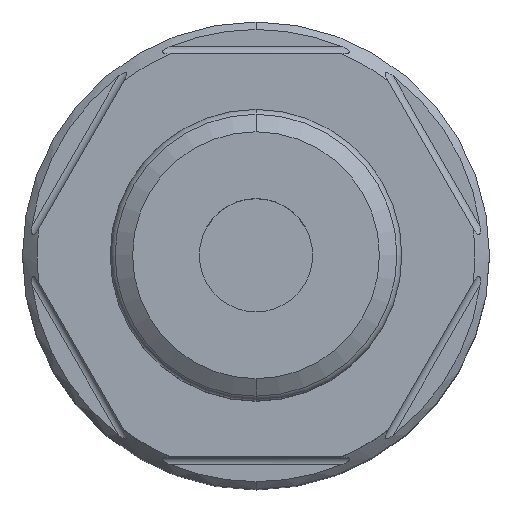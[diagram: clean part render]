
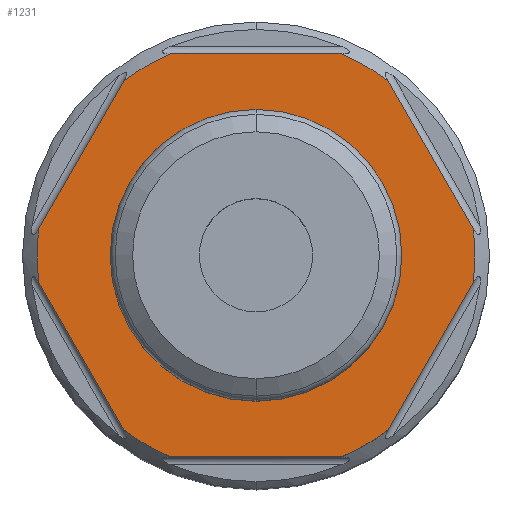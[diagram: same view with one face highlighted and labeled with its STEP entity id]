
A CAD part, top view. The second image highlights one B-rep face of the part: STEP entity #1231.
In plain terms, the highlighted planar face has unit normal (0, 0, 1).
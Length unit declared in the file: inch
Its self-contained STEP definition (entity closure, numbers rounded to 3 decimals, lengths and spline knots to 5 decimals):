
#324=CARTESIAN_POINT('',(0.,0.,1.958));
#325=DIRECTION('',(0.,0.,1.));
#326=DIRECTION('',(-0.391,0.92,0.));
#327=AXIS2_PLACEMENT_3D('',#324,#325,#326);
#329=DIRECTION('',(1.,0.,0.));
#330=VECTOR('',#329,0.47673);
#331=CARTESIAN_POINT('',(-0.23836,0.5615,1.958));
#332=LINE('',#331,#330);
#333=CARTESIAN_POINT('',(0.,0.,1.958));
#334=DIRECTION('',(0.,0.,1.));
#335=DIRECTION('',(0.602,0.799,0.));
#336=AXIS2_PLACEMENT_3D('',#333,#334,#335);
#338=DIRECTION('',(-0.5,0.866,0.));
#339=VECTOR('',#338,0.47673);
#340=CARTESIAN_POINT('',(0.60546,0.07432,1.958));
#341=LINE('',#340,#339);
#342=CARTESIAN_POINT('',(0.,0.,1.958));
#343=DIRECTION('',(0.,0.,1.));
#344=DIRECTION('',(0.993,-0.122,0.));
#345=AXIS2_PLACEMENT_3D('',#342,#343,#344);
#347=DIRECTION('',(-0.5,-0.866,0.));
#348=VECTOR('',#347,0.47673);
#349=CARTESIAN_POINT('',(0.60546,-0.07432,1.958));
#350=LINE('',#349,#348);
#351=CARTESIAN_POINT('',(0.,0.,1.958));
#352=DIRECTION('',(0.,0.,1.));
#353=DIRECTION('',(0.391,-0.92,0.));
#354=AXIS2_PLACEMENT_3D('',#351,#352,#353);
#356=DIRECTION('',(1.,0.,0.));
#357=VECTOR('',#356,0.47673);
#358=CARTESIAN_POINT('',(-0.23836,-0.5615,1.958));
#359=LINE('',#358,#357);
#360=CARTESIAN_POINT('',(0.,0.,1.958));
#361=DIRECTION('',(0.,0.,1.));
#362=DIRECTION('',(-0.602,-0.799,0.));
#363=AXIS2_PLACEMENT_3D('',#360,#361,#362);
#365=DIRECTION('',(0.5,-0.866,0.));
#366=VECTOR('',#365,0.47673);
#367=CARTESIAN_POINT('',(-0.60546,-0.07432,1.958));
#368=LINE('',#367,#366);
#369=CARTESIAN_POINT('',(0.,0.,1.958));
#370=DIRECTION('',(0.,0.,1.));
#371=DIRECTION('',(-0.993,0.122,0.));
#372=AXIS2_PLACEMENT_3D('',#369,#370,#371);
#374=DIRECTION('',(0.5,0.866,0.));
#375=VECTOR('',#374,0.47673);
#376=CARTESIAN_POINT('',(-0.60546,0.07432,1.958));
#377=LINE('',#376,#375);
#378=CARTESIAN_POINT('',(0.,0.,1.958));
#379=DIRECTION('',(0.,0.,-1.));
#380=DIRECTION('',(0.,1.,0.));
#381=AXIS2_PLACEMENT_3D('',#378,#379,#380);
#383=CARTESIAN_POINT('',(0.,0.,1.958));
#384=DIRECTION('',(0.,0.,-1.));
#385=DIRECTION('',(0.,-1.,0.));
#386=AXIS2_PLACEMENT_3D('',#383,#384,#385);
#754=CARTESIAN_POINT('',(-0.23836,0.5615,1.958));
#755=CARTESIAN_POINT('',(-0.36709,0.48718,1.958));
#756=VERTEX_POINT('',#754);
#757=VERTEX_POINT('',#755);
#758=CARTESIAN_POINT('',(0.23836,-0.5615,1.958));
#759=CARTESIAN_POINT('',(0.36709,-0.48718,1.958));
#760=VERTEX_POINT('',#758);
#761=VERTEX_POINT('',#759);
#798=CARTESIAN_POINT('',(-0.60546,0.07432,1.958));
#799=CARTESIAN_POINT('',(-0.60546,-0.07432,1.958));
#800=VERTEX_POINT('',#798);
#801=VERTEX_POINT('',#799);
#802=CARTESIAN_POINT('',(-0.36709,-0.48718,1.958));
#803=CARTESIAN_POINT('',(-0.23836,-0.5615,1.958));
#804=VERTEX_POINT('',#802);
#805=VERTEX_POINT('',#803);
#806=CARTESIAN_POINT('',(0.60546,-0.07432,1.958));
#807=CARTESIAN_POINT('',(0.60546,0.07432,1.958));
#808=VERTEX_POINT('',#806);
#809=VERTEX_POINT('',#807);
#810=CARTESIAN_POINT('',(0.36709,0.48718,1.958));
#811=CARTESIAN_POINT('',(0.23836,0.5615,1.958));
#812=VERTEX_POINT('',#810);
#813=VERTEX_POINT('',#811);
#862=CARTESIAN_POINT('',(0.,0.4065,1.958));
#863=CARTESIAN_POINT('',(0.,-0.4065,1.958));
#864=VERTEX_POINT('',#862);
#865=VERTEX_POINT('',#863);
#1198=CARTESIAN_POINT('',(0.,0.,1.958));
#1199=DIRECTION('',(0.,0.,1.));
#1200=DIRECTION('',(1.,0.,0.));
#1201=AXIS2_PLACEMENT_3D('',#1198,#1199,#1200);
#1202=PLANE('',#1201);
#1203=ORIENTED_EDGE('',*,*,#1159,.F.);
#1205=ORIENTED_EDGE('',*,*,#1204,.T.);
#1207=ORIENTED_EDGE('',*,*,#1206,.F.);
#1209=ORIENTED_EDGE('',*,*,#1208,.F.);
#1211=ORIENTED_EDGE('',*,*,#1210,.F.);
#1213=ORIENTED_EDGE('',*,*,#1212,.T.);
#1215=ORIENTED_EDGE('',*,*,#1214,.F.);
#1216=ORIENTED_EDGE('',*,*,#1146,.F.);
#1217=ORIENTED_EDGE('',*,*,#1189,.F.);
#1219=ORIENTED_EDGE('',*,*,#1218,.F.);
#1220=ORIENTED_EDGE('',*,*,#1174,.F.);
#1222=ORIENTED_EDGE('',*,*,#1221,.T.);
#1223=EDGE_LOOP('',(#1203,#1205,#1207,#1209,#1211,#1213,#1215,#1216,#1217,#1219,
#1220,#1222));
#1224=FACE_OUTER_BOUND('',#1223,.F.);
#1226=ORIENTED_EDGE('',*,*,#1225,.F.);
#1228=ORIENTED_EDGE('',*,*,#1227,.F.);
#1229=EDGE_LOOP('',(#1226,#1228));
#1230=FACE_BOUND('',#1229,.F.);
#1231=ADVANCED_FACE('',(#1224,#1230),#1202,.T.);
#328=CIRCLE('',#327,0.61);
#337=CIRCLE('',#336,0.61);
#346=CIRCLE('',#345,0.61);
#355=CIRCLE('',#354,0.61);
#364=CIRCLE('',#363,0.61);
#373=CIRCLE('',#372,0.61);
#382=CIRCLE('',#381,0.4065);
#387=CIRCLE('',#386,0.4065);
#1146=EDGE_CURVE('',#805,#760,#359,.T.);
#1159=EDGE_CURVE('',#756,#757,#328,.T.);
#1174=EDGE_CURVE('',#800,#801,#373,.T.);
#1189=EDGE_CURVE('',#804,#805,#364,.T.);
#1204=EDGE_CURVE('',#756,#813,#332,.T.);
#1206=EDGE_CURVE('',#812,#813,#337,.T.);
#1208=EDGE_CURVE('',#809,#812,#341,.T.);
#1210=EDGE_CURVE('',#808,#809,#346,.T.);
#1212=EDGE_CURVE('',#808,#761,#350,.T.);
#1214=EDGE_CURVE('',#760,#761,#355,.T.);
#1218=EDGE_CURVE('',#801,#804,#368,.T.);
#1221=EDGE_CURVE('',#800,#757,#377,.T.);
#1225=EDGE_CURVE('',#864,#865,#382,.T.);
#1227=EDGE_CURVE('',#865,#864,#387,.T.);
